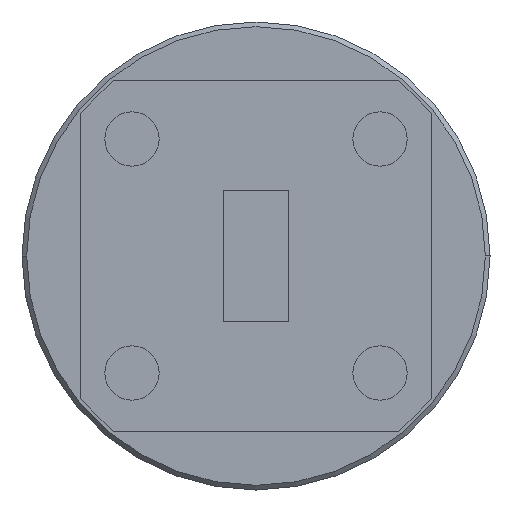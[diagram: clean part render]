
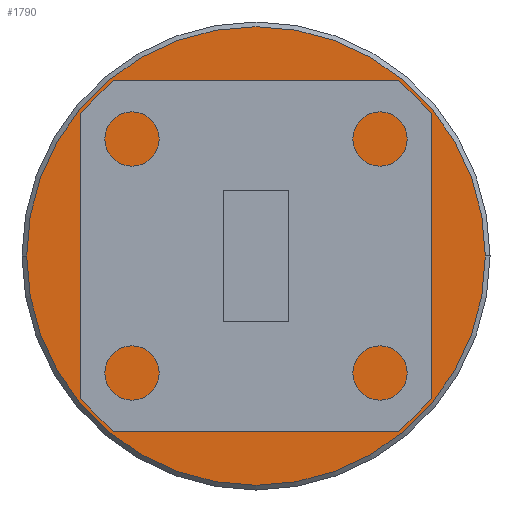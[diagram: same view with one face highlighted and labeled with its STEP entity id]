
A CAD part, left-side view. The second image highlights one B-rep face of the part: STEP entity #1790.
In plain terms, the highlighted planar face has unit normal (-1, 0, 0).
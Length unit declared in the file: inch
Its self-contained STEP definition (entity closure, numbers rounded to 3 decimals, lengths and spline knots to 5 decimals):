
#33 = CIRCLE ( 'NONE', #529, 0.49 ) ;
#119 = CARTESIAN_POINT ( 'NONE',  ( -1.15, 0., -0.201 ) ) ;
#442 = AXIS2_PLACEMENT_3D ( 'NONE', #6345, #1703, #2874 ) ;
#529 = AXIS2_PLACEMENT_3D ( 'NONE', #3331, #1494, #5622 ) ;
#696 = ORIENTED_EDGE ( 'NONE', *, *, #5408, .T. ) ;
#793 = DIRECTION ( 'NONE',  ( 0., 1., 0. ) ) ;
#1220 = EDGE_LOOP ( 'NONE', ( #3417, #4973 ) ) ;
#1316 = CARTESIAN_POINT ( 'NONE',  ( -1.15, 0., 0. ) ) ;
#1494 = DIRECTION ( 'NONE',  ( -1., 0., 0. ) ) ;
#1520 = EDGE_CURVE ( 'NONE', #5791, #6430, #2689, .T. ) ;
#1703 = DIRECTION ( 'NONE',  ( -1., 0., 0. ) ) ;
#1779 = CARTESIAN_POINT ( 'NONE',  ( -1.15, 0., 0. ) ) ;
#1790 = ADVANCED_FACE ( 'NONE', ( #3286, #6376 ), #4509, .T. ) ;
#1864 = EDGE_LOOP ( 'NONE', ( #6116, #696 ) ) ;
#2210 = VERTEX_POINT ( 'NONE', #4873 ) ;
#2213 = CARTESIAN_POINT ( 'NONE',  ( -1.15, 0.49, 0. ) ) ;
#2689 = CIRCLE ( 'NONE', #442, 0.201 ) ;
#2874 = DIRECTION ( 'NONE',  ( 0., 0., 1. ) ) ;
#3091 = EDGE_CURVE ( 'NONE', #2210, #4687, #5130, .T. ) ;
#3286 = FACE_BOUND ( 'NONE', #1220, .T. ) ;
#3331 = CARTESIAN_POINT ( 'NONE',  ( -1.15, 0., 0. ) ) ;
#3417 = ORIENTED_EDGE ( 'NONE', *, *, #1520, .F. ) ;
#3520 = DIRECTION ( 'NONE',  ( 0., 1., 0. ) ) ;
#3649 = CIRCLE ( 'NONE', #5596, 0.201 ) ;
#3978 = CARTESIAN_POINT ( 'NONE',  ( -1.15, 0., 0.201 ) ) ;
#4132 = DIRECTION ( 'NONE',  ( -1., 0., 0. ) ) ;
#4394 = AXIS2_PLACEMENT_3D ( 'NONE', #1316, #5378, #793 ) ;
#4509 = PLANE ( 'NONE',  #5899 ) ;
#4663 = DIRECTION ( 'NONE',  ( -1., 0., 0. ) ) ;
#4687 = VERTEX_POINT ( 'NONE', #2213 ) ;
#4873 = CARTESIAN_POINT ( 'NONE',  ( -1.15, -0.49, 0. ) ) ;
#4973 = ORIENTED_EDGE ( 'NONE', *, *, #5691, .F. ) ;
#5130 = CIRCLE ( 'NONE', #4394, 0.49 ) ;
#5312 = DIRECTION ( 'NONE',  ( 0., 0., 1. ) ) ;
#5378 = DIRECTION ( 'NONE',  ( -1., 0., 0. ) ) ;
#5408 = EDGE_CURVE ( 'NONE', #4687, #2210, #33, .T. ) ;
#5596 = AXIS2_PLACEMENT_3D ( 'NONE', #1779, #4132, #5312 ) ;
#5622 = DIRECTION ( 'NONE',  ( 0., 1., 0. ) ) ;
#5691 = EDGE_CURVE ( 'NONE', #6430, #5791, #3649, .T. ) ;
#5791 = VERTEX_POINT ( 'NONE', #119 ) ;
#5899 = AXIS2_PLACEMENT_3D ( 'NONE', #7097, #4663, #3520 ) ;
#6116 = ORIENTED_EDGE ( 'NONE', *, *, #3091, .T. ) ;
#6345 = CARTESIAN_POINT ( 'NONE',  ( -1.15, 0., 0. ) ) ;
#6376 = FACE_OUTER_BOUND ( 'NONE', #1864, .T. ) ;
#6430 = VERTEX_POINT ( 'NONE', #3978 ) ;
#7097 = CARTESIAN_POINT ( 'NONE',  ( -1.15, 0., -0.5 ) ) ;
